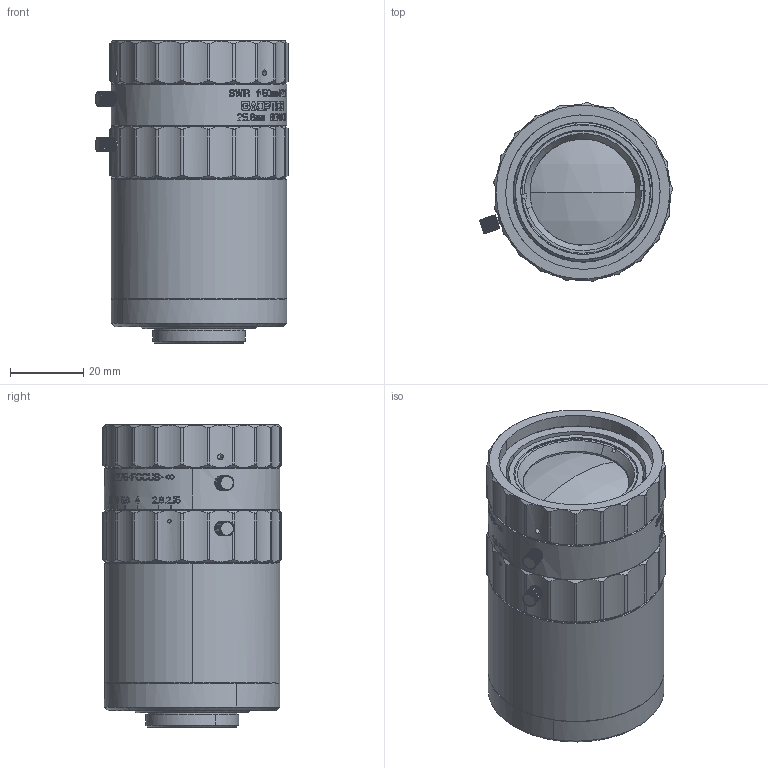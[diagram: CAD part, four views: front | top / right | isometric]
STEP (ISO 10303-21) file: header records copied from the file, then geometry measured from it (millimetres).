
FILE_DESCRIPTION (( 'STEP AP203' ), '1' );
FILE_NAME ('680006.STEP', '2021-08-05T07:13:55', ( '' ), ( '' ), 'SwSTEP 2.0', 'SolidWorks 2020', '' );
FILE_SCHEMA (( 'CONFIG_CONTROL_DESIGN' ));
Length unit declared in the file: millimetre
Products named in the file (1): 680006
Bounding box: 52.76 x 48.84 x 82.62 mm (x, y, z)
Surface area: 65629.7 mm2 (no closed solid volume)
Topology: 0 solids, 18 shells, 2747 faces, 7718 edges, 5144 vertices
Faces by surface type: plane 1553, bspline 684, cylinder 418, cone 78, sphere 8, torus 6
Entity records: 110204 total; most frequent: CARTESIAN_POINT 54128, ORIENTED_EDGE 15420, EDGE_CURVE 7710, B_SPLINE_CURVE_WITH_KNOTS 5923, DIRECTION 5727, VERTEX_POINT 5144, EDGE_LOOP 2932, ADVANCED_FACE 2747
